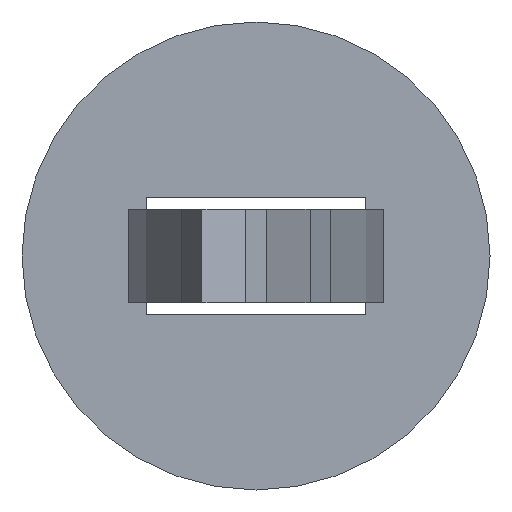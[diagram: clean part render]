
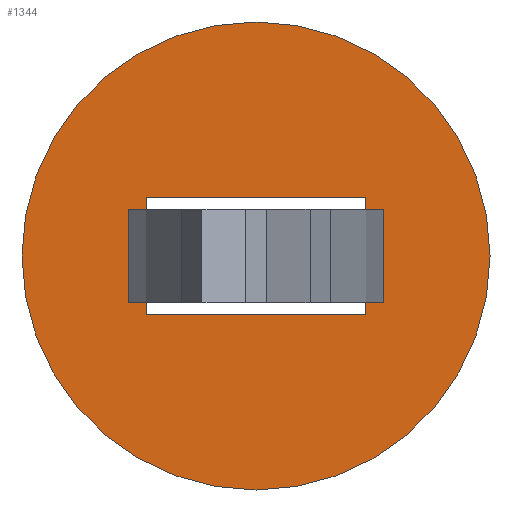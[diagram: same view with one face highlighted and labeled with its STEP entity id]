
A CAD part, front view. The second image highlights one B-rep face of the part: STEP entity #1344.
In plain terms, the highlighted planar face has unit normal (0, -1, 0).
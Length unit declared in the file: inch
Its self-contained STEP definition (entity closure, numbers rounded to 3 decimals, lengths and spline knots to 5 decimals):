
#48 = VERTEX_POINT ( 'NONE', #382 ) ;
#97 = VERTEX_POINT ( 'NONE', #1271 ) ;
#149 = AXIS2_PLACEMENT_3D ( 'NONE', #731, #723, #717 ) ;
#177 = EDGE_LOOP ( 'NONE', ( #1010 ) ) ;
#345 = ORIENTED_EDGE ( 'NONE', *, *, #1114, .T. ) ;
#378 = DIRECTION ( 'NONE',  ( 0., 0., -1. ) ) ;
#382 = CARTESIAN_POINT ( 'NONE',  ( 0.02094, -0.05689, 0.01174 ) ) ;
#393 = DIRECTION ( 'NONE',  ( 0., 1., 0. ) ) ;
#403 = CARTESIAN_POINT ( 'NONE',  ( -0.00256, -0.05689, -0.00076 ) ) ;
#432 = DIRECTION ( 'NONE',  ( -1., 0., 0. ) ) ;
#444 = CARTESIAN_POINT ( 'NONE',  ( 0.02094, -0.05689, -0.01326 ) ) ;
#499 = FACE_BOUND ( 'NONE', #982, .T. ) ;
#507 = VECTOR ( 'NONE', #582, 39.37008 ) ;
#524 = ORIENTED_EDGE ( 'NONE', *, *, #657, .T. ) ;
#527 = VERTEX_POINT ( 'NONE', #863 ) ;
#582 = DIRECTION ( 'NONE',  ( 0., 0., -1. ) ) ;
#599 = DIRECTION ( 'NONE',  ( 1., 0., 0. ) ) ;
#602 = CARTESIAN_POINT ( 'NONE',  ( -0.02606, -0.05689, 0.01174 ) ) ;
#604 = CARTESIAN_POINT ( 'NONE',  ( 0.02094, -0.05689, 0.01174 ) ) ;
#607 = CARTESIAN_POINT ( 'NONE',  ( 0.02094, -0.05689, 0.01174 ) ) ;
#609 = VECTOR ( 'NONE', #432, 39.37008 ) ;
#611 = CARTESIAN_POINT ( 'NONE',  ( -0.02606, -0.05689, -0.01326 ) ) ;
#618 = AXIS2_PLACEMENT_3D ( 'NONE', #403, #393, #378 ) ;
#641 = ORIENTED_EDGE ( 'NONE', *, *, #1135, .T. ) ;
#657 = EDGE_CURVE ( 'NONE', #48, #527, #838, .T. ) ;
#675 = VECTOR ( 'NONE', #1265, 39.37008 ) ;
#717 = DIRECTION ( 'NONE',  ( 0., 0., -1. ) ) ;
#723 = DIRECTION ( 'NONE',  ( 0., -1., 0. ) ) ;
#729 = VERTEX_POINT ( 'NONE', #602 ) ;
#731 = CARTESIAN_POINT ( 'NONE',  ( -0.00256, -0.05689, -0.00076 ) ) ;
#838 = LINE ( 'NONE', #607, #507 ) ;
#863 = CARTESIAN_POINT ( 'NONE',  ( 0.02094, -0.05689, -0.01326 ) ) ;
#982 = EDGE_LOOP ( 'NONE', ( #641, #1443, #345, #524 ) ) ;
#994 = EDGE_CURVE ( 'NONE', #1121, #729, #1291, .T. ) ;
#1010 = ORIENTED_EDGE ( 'NONE', *, *, #1138, .F. ) ;
#1016 = FACE_OUTER_BOUND ( 'NONE', #177, .T. ) ;
#1077 = VECTOR ( 'NONE', #599, 39.37008 ) ;
#1114 = EDGE_CURVE ( 'NONE', #729, #48, #1325, .T. ) ;
#1121 = VERTEX_POINT ( 'NONE', #611 ) ;
#1135 = EDGE_CURVE ( 'NONE', #527, #1121, #1472, .T. ) ;
#1138 = EDGE_CURVE ( 'NONE', #97, #97, #1304, .T. ) ;
#1203 = PLANE ( 'NONE',  #149 ) ;
#1238 = CARTESIAN_POINT ( 'NONE',  ( -0.02606, -0.05689, -0.00076 ) ) ;
#1265 = DIRECTION ( 'NONE',  ( 0., 0., 1. ) ) ;
#1271 = CARTESIAN_POINT ( 'NONE',  ( -0.00256, -0.05689, -0.05076 ) ) ;
#1291 = LINE ( 'NONE', #1238, #675 ) ;
#1304 = CIRCLE ( 'NONE', #618, 0.05 ) ;
#1325 = LINE ( 'NONE', #604, #1077 ) ;
#1344 = ADVANCED_FACE ( 'NONE', ( #1016, #499 ), #1203, .T. ) ;
#1443 = ORIENTED_EDGE ( 'NONE', *, *, #994, .T. ) ;
#1472 = LINE ( 'NONE', #444, #609 ) ;
